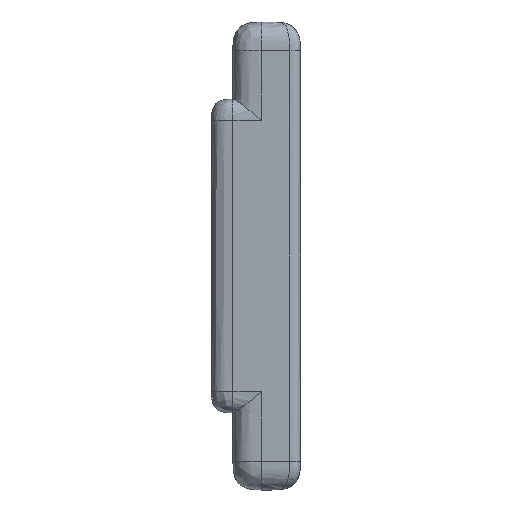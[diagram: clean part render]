
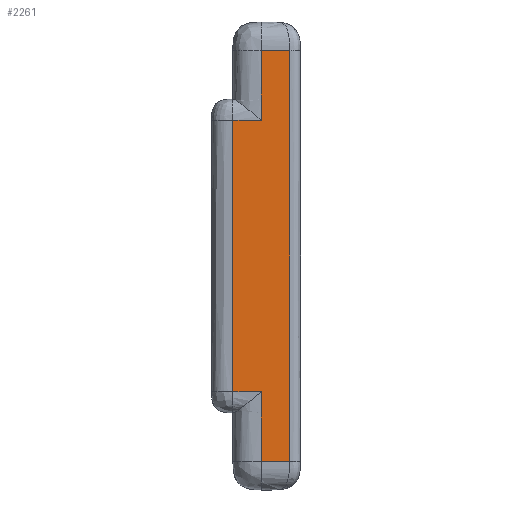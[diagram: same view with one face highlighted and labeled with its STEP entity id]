
A CAD part, left-side view. The second image highlights one B-rep face of the part: STEP entity #2261.
In plain terms, the highlighted planar face has unit normal (-1, 0, 0).
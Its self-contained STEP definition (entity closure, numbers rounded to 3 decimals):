
#474 = CARTESIAN_POINT ( 'NONE',  ( -29.4, 2.74, 14.4 ) ) ;
#635 = CARTESIAN_POINT ( 'NONE',  ( -29.4, 2.74, -10.5 ) ) ;
#747 = VERTEX_POINT ( 'NONE', #14532 ) ;
#801 = CARTESIAN_POINT ( 'NONE',  ( -29.4, 4.74, 9.5 ) ) ;
#1004 = EDGE_CURVE ( 'NONE', #7129, #15366, #14276, .T. ) ;
#1278 = CARTESIAN_POINT ( 'NONE',  ( -29.4, 2.74, -9.5 ) ) ;
#1316 = CARTESIAN_POINT ( 'NONE',  ( -29.4, 2.74, 14.4 ) ) ;
#1424 = CARTESIAN_POINT ( 'NONE',  ( -29.4, 2.74, 10.5 ) ) ;
#2261 = ADVANCED_FACE ( 'NONE', ( #5136 ), #14800, .F. ) ;
#2373 = CARTESIAN_POINT ( 'NONE',  ( -29.4, 4.74, -9.5 ) ) ;
#2542 = EDGE_CURVE ( 'NONE', #4580, #12071, #8866, .T. ) ;
#2815 = CARTESIAN_POINT ( 'NONE',  ( -29.4, 1.413, 14.4 ) ) ;
#2853 = CARTESIAN_POINT ( 'NONE',  ( -29.4, 2.74, -11. ) ) ;
#3043 = CARTESIAN_POINT ( 'NONE',  ( -29.4, 0.75, -14.4 ) ) ;
#3049 = CARTESIAN_POINT ( 'NONE',  ( -29.4, 2.74, -14.4 ) ) ;
#3077 = CARTESIAN_POINT ( 'NONE',  ( -29.4, 4.74, -3.167 ) ) ;
#3153 = CARTESIAN_POINT ( 'NONE',  ( -29.4, 4.74, -9.5 ) ) ;
#3178 = CARTESIAN_POINT ( 'NONE',  ( -29.4, 4.74, -9.5 ) ) ;
#3210 = CARTESIAN_POINT ( 'NONE',  ( -29.4, 1.413, -14.4 ) ) ;
#3439 = ORIENTED_EDGE ( 'NONE', *, *, #12447, .T. ) ;
#3896 = ORIENTED_EDGE ( 'NONE', *, *, #15331, .T. ) ;
#4042 = ORIENTED_EDGE ( 'NONE', *, *, #1004, .T. ) ;
#4580 = VERTEX_POINT ( 'NONE', #10916 ) ;
#4582 = EDGE_CURVE ( 'NONE', #8656, #15113, #11246, .T. ) ;
#4643 = CARTESIAN_POINT ( 'NONE',  ( -29.4, 2.74, 10. ) ) ;
#4880 = CARTESIAN_POINT ( 'NONE',  ( -29.4, 3.407, 9.5 ) ) ;
#4898 = CARTESIAN_POINT ( 'NONE',  ( -29.4, 6.24, 11. ) ) ;
#4942 = CARTESIAN_POINT ( 'NONE',  ( -29.4, 2.74, 11. ) ) ;
#5022 = CARTESIAN_POINT ( 'NONE',  ( -29.4, 2.74, 13.267 ) ) ;
#5136 = FACE_OUTER_BOUND ( 'NONE', #12123, .T. ) ;
#5259 = CARTESIAN_POINT ( 'NONE',  ( -29.4, 2.077, 14.4 ) ) ;
#5420 = CARTESIAN_POINT ( 'NONE',  ( -29.4, 2.74, -11. ) ) ;
#5436 = ORIENTED_EDGE ( 'NONE', *, *, #14692, .T. ) ;
#5483 = CARTESIAN_POINT ( 'NONE',  ( -29.4, 0.75, 4.8 ) ) ;
#5648 = CARTESIAN_POINT ( 'NONE',  ( -29.4, 2.077, -14.4 ) ) ;
#5703 = VERTEX_POINT ( 'NONE', #3049 ) ;
#5749 = CARTESIAN_POINT ( 'NONE',  ( -29.4, 2.74, 9.5 ) ) ;
#5901 = CARTESIAN_POINT ( 'NONE',  ( -29.4, 4.073, 9.5 ) ) ;
#5937 = B_SPLINE_CURVE_WITH_KNOTS ( 'NONE', 3,
 ( #9249, #5648, #3210, #6980 ),
 .UNSPECIFIED., .F., .F.,
 ( 4, 4 ),
 ( 0., 1. ),
 .UNSPECIFIED. ) ;
#6233 = EDGE_CURVE ( 'NONE', #15366, #5703, #14468, .T. ) ;
#6306 = CARTESIAN_POINT ( 'NONE',  ( -29.4, 2.74, -13.267 ) ) ;
#6529 = CARTESIAN_POINT ( 'NONE',  ( -29.4, 4.74, 3.167 ) ) ;
#6731 = CARTESIAN_POINT ( 'NONE',  ( -29.4, 0.75, -4.8 ) ) ;
#6980 = CARTESIAN_POINT ( 'NONE',  ( -29.4, 0.75, -14.4 ) ) ;
#7129 = VERTEX_POINT ( 'NONE', #1278 ) ;
#7152 = VERTEX_POINT ( 'NONE', #2373 ) ;
#7407 = DIRECTION ( 'NONE',  ( 1., 0., 0. ) ) ;
#7578 = B_SPLINE_CURVE_WITH_KNOTS ( 'NONE', 3,
 ( #3178, #13845, #7967, #11428 ),
 .UNSPECIFIED., .F., .F.,
 ( 4, 4 ),
 ( 0., 1. ),
 .UNSPECIFIED. ) ;
#7690 = ORIENTED_EDGE ( 'NONE', *, *, #2542, .T. ) ;
#7826 = CARTESIAN_POINT ( 'NONE',  ( -29.4, 0.75, 14.4 ) ) ;
#7861 = AXIS2_PLACEMENT_3D ( 'NONE', #4898, #7407, #8585 ) ;
#7967 = CARTESIAN_POINT ( 'NONE',  ( -29.4, 3.407, -9.5 ) ) ;
#8219 = EDGE_CURVE ( 'NONE', #5703, #747, #5937, .T. ) ;
#8492 = CARTESIAN_POINT ( 'NONE',  ( -29.4, 4.74, 9.5 ) ) ;
#8585 = DIRECTION ( 'NONE',  ( 0., 0., -1. ) ) ;
#8656 = VERTEX_POINT ( 'NONE', #11324 ) ;
#8780 = CARTESIAN_POINT ( 'NONE',  ( -29.4, 0.75, 14.4 ) ) ;
#8866 = B_SPLINE_CURVE_WITH_KNOTS ( 'NONE', 3,
 ( #8780, #2815, #5259, #474 ),
 .UNSPECIFIED., .F., .F.,
 ( 4, 4 ),
 ( 0., 1. ),
 .UNSPECIFIED. ) ;
#9249 = CARTESIAN_POINT ( 'NONE',  ( -29.4, 2.74, -14.4 ) ) ;
#9653 = CARTESIAN_POINT ( 'NONE',  ( -29.4, 2.74, 9.5 ) ) ;
#9689 = B_SPLINE_CURVE_WITH_KNOTS ( 'NONE', 3,
 ( #801, #6529, #3077, #3153 ),
 .UNSPECIFIED., .F., .F.,
 ( 4, 4 ),
 ( 0., 1. ),
 .UNSPECIFIED. ) ;
#10542 = B_SPLINE_CURVE_WITH_KNOTS ( 'NONE', 3,
 ( #10984, #5022, #14597, #4942 ),
 .UNSPECIFIED., .F., .F.,
 ( 4, 4 ),
 ( 0., 1. ),
 .UNSPECIFIED. ) ;
#10690 = CARTESIAN_POINT ( 'NONE',  ( -29.4, 4.74, 9.5 ) ) ;
#10916 = CARTESIAN_POINT ( 'NONE',  ( -29.4, 0.75, 14.4 ) ) ;
#10984 = CARTESIAN_POINT ( 'NONE',  ( -29.4, 2.74, 14.4 ) ) ;
#11097 = CARTESIAN_POINT ( 'NONE',  ( -29.4, 2.74, -12.133 ) ) ;
#11246 = B_SPLINE_CURVE_WITH_KNOTS ( 'NONE', 3,
 ( #15400, #1424, #4643, #9653 ),
 .UNSPECIFIED., .F., .F.,
 ( 4, 4 ),
 ( 0., 1. ),
 .UNSPECIFIED. ) ;
#11324 = CARTESIAN_POINT ( 'NONE',  ( -29.4, 2.74, 11. ) ) ;
#11384 = CARTESIAN_POINT ( 'NONE',  ( -29.4, 2.74, -10. ) ) ;
#11413 = ORIENTED_EDGE ( 'NONE', *, *, #6233, .T. ) ;
#11428 = CARTESIAN_POINT ( 'NONE',  ( -29.4, 2.74, -9.5 ) ) ;
#11615 = ORIENTED_EDGE ( 'NONE', *, *, #12781, .T. ) ;
#12036 = ORIENTED_EDGE ( 'NONE', *, *, #14005, .T. ) ;
#12071 = VERTEX_POINT ( 'NONE', #1316 ) ;
#12123 = EDGE_LOOP ( 'NONE', ( #12036, #4042, #11413, #12979, #11615, #7690, #3896, #12820, #5436, #3439 ) ) ;
#12387 = CARTESIAN_POINT ( 'NONE',  ( -29.4, 2.74, -11. ) ) ;
#12447 = EDGE_CURVE ( 'NONE', #15536, #7152, #9689, .T. ) ;
#12509 = B_SPLINE_CURVE_WITH_KNOTS ( 'NONE', 3,
 ( #3043, #6731, #5483, #7826 ),
 .UNSPECIFIED., .F., .F.,
 ( 4, 4 ),
 ( 0., 1. ),
 .UNSPECIFIED. ) ;
#12781 = EDGE_CURVE ( 'NONE', #747, #4580, #12509, .T. ) ;
#12820 = ORIENTED_EDGE ( 'NONE', *, *, #4582, .T. ) ;
#12979 = ORIENTED_EDGE ( 'NONE', *, *, #8219, .T. ) ;
#13845 = CARTESIAN_POINT ( 'NONE',  ( -29.4, 4.073, -9.5 ) ) ;
#14005 = EDGE_CURVE ( 'NONE', #7152, #7129, #7578, .T. ) ;
#14120 = CARTESIAN_POINT ( 'NONE',  ( -29.4, 2.74, 9.5 ) ) ;
#14276 = B_SPLINE_CURVE_WITH_KNOTS ( 'NONE', 3,
 ( #14930, #11384, #635, #5420 ),
 .UNSPECIFIED., .F., .F.,
 ( 4, 4 ),
 ( 0., 1. ),
 .UNSPECIFIED. ) ;
#14468 = B_SPLINE_CURVE_WITH_KNOTS ( 'NONE', 3,
 ( #2853, #11097, #6306, #14715 ),
 .UNSPECIFIED., .F., .F.,
 ( 4, 4 ),
 ( 0., 1. ),
 .UNSPECIFIED. ) ;
#14532 = CARTESIAN_POINT ( 'NONE',  ( -29.4, 0.75, -14.4 ) ) ;
#14597 = CARTESIAN_POINT ( 'NONE',  ( -29.4, 2.74, 12.133 ) ) ;
#14692 = EDGE_CURVE ( 'NONE', #15113, #15536, #14705, .T. ) ;
#14705 = B_SPLINE_CURVE_WITH_KNOTS ( 'NONE', 3,
 ( #5749, #4880, #5901, #10690 ),
 .UNSPECIFIED., .F., .F.,
 ( 4, 4 ),
 ( 0., 1. ),
 .UNSPECIFIED. ) ;
#14715 = CARTESIAN_POINT ( 'NONE',  ( -29.4, 2.74, -14.4 ) ) ;
#14800 = PLANE ( 'NONE',  #7861 ) ;
#14930 = CARTESIAN_POINT ( 'NONE',  ( -29.4, 2.74, -9.5 ) ) ;
#15113 = VERTEX_POINT ( 'NONE', #14120 ) ;
#15331 = EDGE_CURVE ( 'NONE', #12071, #8656, #10542, .T. ) ;
#15366 = VERTEX_POINT ( 'NONE', #12387 ) ;
#15400 = CARTESIAN_POINT ( 'NONE',  ( -29.4, 2.74, 11. ) ) ;
#15536 = VERTEX_POINT ( 'NONE', #8492 ) ;
